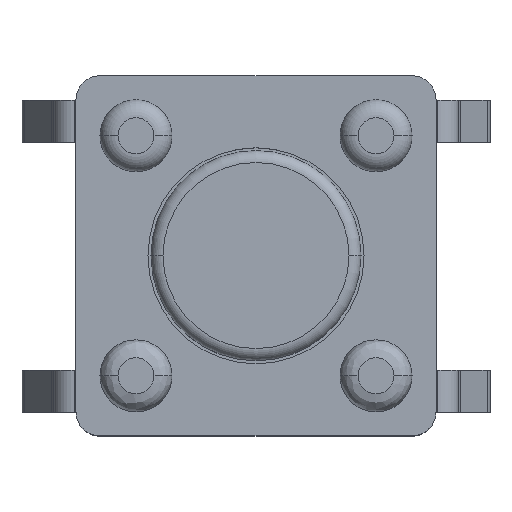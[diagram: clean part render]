
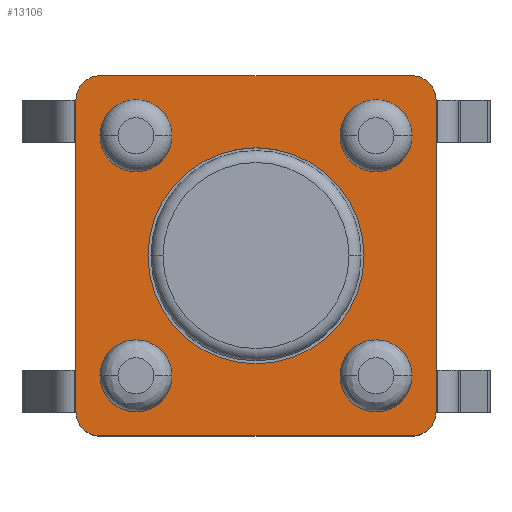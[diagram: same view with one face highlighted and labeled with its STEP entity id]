
A CAD part, top view. The second image highlights one B-rep face of the part: STEP entity #13106.
In plain terms, the highlighted planar face has unit normal (0, 0, 1).
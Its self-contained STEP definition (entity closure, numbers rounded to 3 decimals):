
#12516=CARTESIAN_POINT('',(0.,0.,3.));
#12517=DIRECTION('',(0.,0.,-1.));
#12518=DIRECTION('',(1.,0.,0.));
#12519=AXIS2_PLACEMENT_3D('',#12516,#12517,#12518);
#12521=CARTESIAN_POINT('',(0.,0.,3.));
#12522=DIRECTION('',(0.,0.,-1.));
#12523=DIRECTION('',(-1.,0.,0.));
#12524=AXIS2_PLACEMENT_3D('',#12521,#12522,#12523);
#12526=CARTESIAN_POINT('',(-2.6,-2.6,3.));
#12527=DIRECTION('',(0.,0.,1.));
#12528=DIRECTION('',(-1.,0.,0.));
#12529=AXIS2_PLACEMENT_3D('',#12526,#12527,#12528);
#12531=DIRECTION('',(0.,-1.,0.));
#12532=VECTOR('',#12531,5.2);
#12533=CARTESIAN_POINT('',(-3.,2.6,3.));
#12534=LINE('',#12533,#12532);
#12535=CARTESIAN_POINT('',(-2.6,2.6,3.));
#12536=DIRECTION('',(0.,0.,1.));
#12537=DIRECTION('',(0.,1.,0.));
#12538=AXIS2_PLACEMENT_3D('',#12535,#12536,#12537);
#12540=DIRECTION('',(-1.,0.,0.));
#12541=VECTOR('',#12540,5.2);
#12542=CARTESIAN_POINT('',(2.6,3.,3.));
#12543=LINE('',#12542,#12541);
#12544=CARTESIAN_POINT('',(2.6,2.6,3.));
#12545=DIRECTION('',(0.,0.,1.));
#12546=DIRECTION('',(1.,0.,0.));
#12547=AXIS2_PLACEMENT_3D('',#12544,#12545,#12546);
#12549=DIRECTION('',(0.,1.,0.));
#12550=VECTOR('',#12549,5.2);
#12551=CARTESIAN_POINT('',(3.,-2.6,3.));
#12552=LINE('',#12551,#12550);
#12553=CARTESIAN_POINT('',(2.6,-2.6,3.));
#12554=DIRECTION('',(0.,0.,1.));
#12555=DIRECTION('',(0.,-1.,0.));
#12556=AXIS2_PLACEMENT_3D('',#12553,#12554,#12555);
#12558=DIRECTION('',(1.,0.,0.));
#12559=VECTOR('',#12558,5.2);
#12560=CARTESIAN_POINT('',(-2.6,-3.,3.));
#12561=LINE('',#12560,#12559);
#12562=CARTESIAN_POINT('',(-2.,2.,3.));
#12563=DIRECTION('',(0.,0.,1.));
#12564=DIRECTION('',(1.,0.,0.));
#12565=AXIS2_PLACEMENT_3D('',#12562,#12563,#12564);
#12567=CARTESIAN_POINT('',(-2.,2.,3.));
#12568=DIRECTION('',(0.,0.,1.));
#12569=DIRECTION('',(-1.,0.,0.));
#12570=AXIS2_PLACEMENT_3D('',#12567,#12568,#12569);
#12572=CARTESIAN_POINT('',(-2.,-2.,3.));
#12573=DIRECTION('',(0.,0.,1.));
#12574=DIRECTION('',(1.,0.,0.));
#12575=AXIS2_PLACEMENT_3D('',#12572,#12573,#12574);
#12577=CARTESIAN_POINT('',(-2.,-2.,3.));
#12578=DIRECTION('',(0.,0.,1.));
#12579=DIRECTION('',(-1.,0.,0.));
#12580=AXIS2_PLACEMENT_3D('',#12577,#12578,#12579);
#12582=CARTESIAN_POINT('',(2.,2.,3.));
#12583=DIRECTION('',(0.,0.,-1.));
#12584=DIRECTION('',(-1.,0.,0.));
#12585=AXIS2_PLACEMENT_3D('',#12582,#12583,#12584);
#12587=CARTESIAN_POINT('',(2.,2.,3.));
#12588=DIRECTION('',(0.,0.,-1.));
#12589=DIRECTION('',(1.,0.,0.));
#12590=AXIS2_PLACEMENT_3D('',#12587,#12588,#12589);
#12592=CARTESIAN_POINT('',(2.,-2.,3.));
#12593=DIRECTION('',(0.,0.,-1.));
#12594=DIRECTION('',(-1.,0.,0.));
#12595=AXIS2_PLACEMENT_3D('',#12592,#12593,#12594);
#12597=CARTESIAN_POINT('',(2.,-2.,3.));
#12598=DIRECTION('',(0.,0.,-1.));
#12599=DIRECTION('',(1.,0.,0.));
#12600=AXIS2_PLACEMENT_3D('',#12597,#12598,#12599);
#12798=CARTESIAN_POINT('',(1.8,0.,3.));
#12799=CARTESIAN_POINT('',(-1.8,0.,3.));
#12800=VERTEX_POINT('',#12798);
#12801=VERTEX_POINT('',#12799);
#12802=CARTESIAN_POINT('',(-3.,-2.6,3.));
#12803=CARTESIAN_POINT('',(-2.6,-3.,3.));
#12804=VERTEX_POINT('',#12802);
#12805=VERTEX_POINT('',#12803);
#12806=CARTESIAN_POINT('',(2.6,-3.,3.));
#12807=VERTEX_POINT('',#12806);
#12808=CARTESIAN_POINT('',(3.,-2.6,3.));
#12809=VERTEX_POINT('',#12808);
#12810=CARTESIAN_POINT('',(3.,2.6,3.));
#12811=VERTEX_POINT('',#12810);
#12812=CARTESIAN_POINT('',(2.6,3.,3.));
#12813=VERTEX_POINT('',#12812);
#12814=CARTESIAN_POINT('',(-2.6,3.,3.));
#12815=VERTEX_POINT('',#12814);
#12816=CARTESIAN_POINT('',(-3.,2.6,3.));
#12817=VERTEX_POINT('',#12816);
#12818=CARTESIAN_POINT('',(-1.4,2.,3.));
#12819=CARTESIAN_POINT('',(-2.6,2.,3.));
#12820=VERTEX_POINT('',#12818);
#12821=VERTEX_POINT('',#12819);
#12822=CARTESIAN_POINT('',(-1.4,-2.,3.));
#12823=CARTESIAN_POINT('',(-2.6,-2.,3.));
#12824=VERTEX_POINT('',#12822);
#12825=VERTEX_POINT('',#12823);
#12842=CARTESIAN_POINT('',(1.4,2.,3.));
#12843=CARTESIAN_POINT('',(2.6,2.,3.));
#12844=VERTEX_POINT('',#12842);
#12845=VERTEX_POINT('',#12843);
#12846=CARTESIAN_POINT('',(1.4,-2.,3.));
#12847=CARTESIAN_POINT('',(2.6,-2.,3.));
#12848=VERTEX_POINT('',#12846);
#12849=VERTEX_POINT('',#12847);
#13056=CARTESIAN_POINT('',(0.,0.,3.));
#13057=DIRECTION('',(0.,0.,1.));
#13058=DIRECTION('',(1.,0.,0.));
#13059=AXIS2_PLACEMENT_3D('',#13056,#13057,#13058);
#13060=PLANE('',#13059);
#13062=ORIENTED_EDGE('',*,*,#13061,.F.);
#13064=ORIENTED_EDGE('',*,*,#13063,.F.);
#13066=ORIENTED_EDGE('',*,*,#13065,.F.);
#13068=ORIENTED_EDGE('',*,*,#13067,.F.);
#13070=ORIENTED_EDGE('',*,*,#13069,.F.);
#13072=ORIENTED_EDGE('',*,*,#13071,.F.);
#13074=ORIENTED_EDGE('',*,*,#13073,.F.);
#13076=ORIENTED_EDGE('',*,*,#13075,.F.);
#13077=EDGE_LOOP('',(#13062,#13064,#13066,#13068,#13070,#13072,#13074,#13076));
#13078=FACE_OUTER_BOUND('',#13077,.F.);
#13080=ORIENTED_EDGE('',*,*,#13079,.F.);
#13082=ORIENTED_EDGE('',*,*,#13081,.F.);
#13083=EDGE_LOOP('',(#13080,#13082));
#13084=FACE_BOUND('',#13083,.F.);
#13085=ORIENTED_EDGE('',*,*,#13043,.T.);
#13086=ORIENTED_EDGE('',*,*,#13022,.T.);
#13087=EDGE_LOOP('',(#13085,#13086));
#13088=FACE_BOUND('',#13087,.F.);
#13089=ORIENTED_EDGE('',*,*,#12875,.T.);
#13091=ORIENTED_EDGE('',*,*,#13090,.T.);
#13092=EDGE_LOOP('',(#13089,#13091));
#13093=FACE_BOUND('',#13092,.F.);
#13095=ORIENTED_EDGE('',*,*,#13094,.F.);
#13097=ORIENTED_EDGE('',*,*,#13096,.F.);
#13098=EDGE_LOOP('',(#13095,#13097));
#13099=FACE_BOUND('',#13098,.F.);
#13101=ORIENTED_EDGE('',*,*,#13100,.F.);
#13103=ORIENTED_EDGE('',*,*,#13102,.F.);
#13104=EDGE_LOOP('',(#13101,#13103));
#13105=FACE_BOUND('',#13104,.F.);
#13106=ADVANCED_FACE('',(#13078,#13084,#13088,#13093,#13099,#13105),#13060,.T.);
#12520=CIRCLE('',#12519,1.8);
#12525=CIRCLE('',#12524,1.8);
#12530=CIRCLE('',#12529,0.4);
#12539=CIRCLE('',#12538,0.4);
#12548=CIRCLE('',#12547,0.4);
#12557=CIRCLE('',#12556,0.4);
#12566=CIRCLE('',#12565,0.6);
#12571=CIRCLE('',#12570,0.6);
#12576=CIRCLE('',#12575,0.6);
#12581=CIRCLE('',#12580,0.6);
#12586=CIRCLE('',#12585,0.6);
#12591=CIRCLE('',#12590,0.6);
#12596=CIRCLE('',#12595,0.6);
#12601=CIRCLE('',#12600,0.6);
#12875=EDGE_CURVE('',#12824,#12825,#12576,.T.);
#13022=EDGE_CURVE('',#12821,#12820,#12571,.T.);
#13043=EDGE_CURVE('',#12820,#12821,#12566,.T.);
#13061=EDGE_CURVE('',#12804,#12805,#12530,.T.);
#13063=EDGE_CURVE('',#12817,#12804,#12534,.T.);
#13065=EDGE_CURVE('',#12815,#12817,#12539,.T.);
#13067=EDGE_CURVE('',#12813,#12815,#12543,.T.);
#13069=EDGE_CURVE('',#12811,#12813,#12548,.T.);
#13071=EDGE_CURVE('',#12809,#12811,#12552,.T.);
#13073=EDGE_CURVE('',#12807,#12809,#12557,.T.);
#13075=EDGE_CURVE('',#12805,#12807,#12561,.T.);
#13079=EDGE_CURVE('',#12800,#12801,#12520,.T.);
#13081=EDGE_CURVE('',#12801,#12800,#12525,.T.);
#13090=EDGE_CURVE('',#12825,#12824,#12581,.T.);
#13094=EDGE_CURVE('',#12844,#12845,#12586,.T.);
#13096=EDGE_CURVE('',#12845,#12844,#12591,.T.);
#13100=EDGE_CURVE('',#12848,#12849,#12596,.T.);
#13102=EDGE_CURVE('',#12849,#12848,#12601,.T.);
